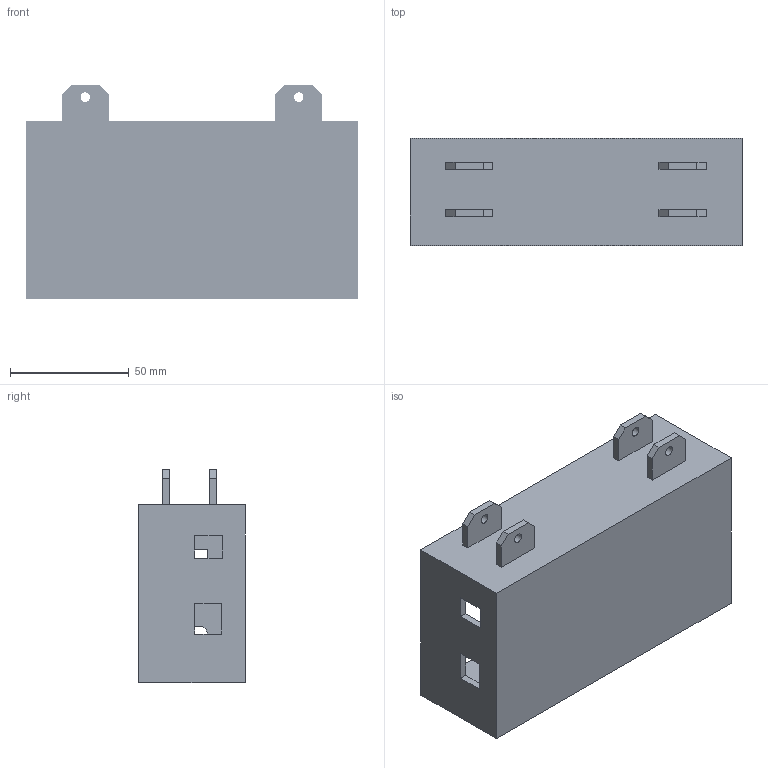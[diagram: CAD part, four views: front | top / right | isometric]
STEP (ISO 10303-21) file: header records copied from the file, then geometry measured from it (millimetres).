
FILE_DESCRIPTION(/* description */ (''),/* implementation_level */ '2;1');
FILE_NAME(/* name */ 'PTMB_box.step',/* time_stamp */ '2025-03-27T00:22:21+01:00',/* author */ (''),/* organization */ (''),/* preprocessor_version */ 'ST-DEVELOPER v20.1',/* originating_system */ 'Autodesk Translation Framework v14.4.0.0',/* authorisation */ '');
FILE_SCHEMA (('AUTOMOTIVE_DESIGN { 1 0 10303 214 3 1 1 }'));
Products named in the file (1): electronics_box_holders_copy_figures
Bounding box: 140 x 45 x 90 mm (x, y, z)
Volume: 98732.3 mm3; surface area: 62010.6 mm2
Topology: 1 solids, 1 shells, 621 faces, 1776 edges, 1184 vertices
Faces by surface type: cylinder 482, plane 111, bspline 28
Full cylindrical faces by diameter (mm): 2.075 x14, 2.529 x88, 2.58 x8, 3.086 x44, 4 x4, 8 x2
Entity records: 47927 total; most frequent: CARTESIAN_POINT 33624, ORIENTED_EDGE 3552, DIRECTION 2032, EDGE_CURVE 1776, VERTEX_POINT 1184, B_SPLINE_CURVE_WITH_KNOTS 1004, LINE 700, VECTOR 700
